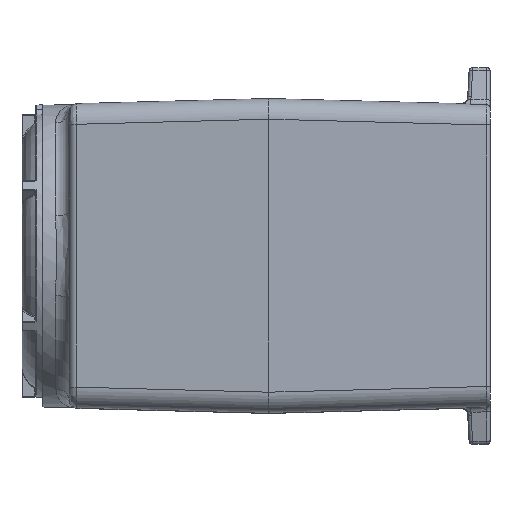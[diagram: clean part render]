
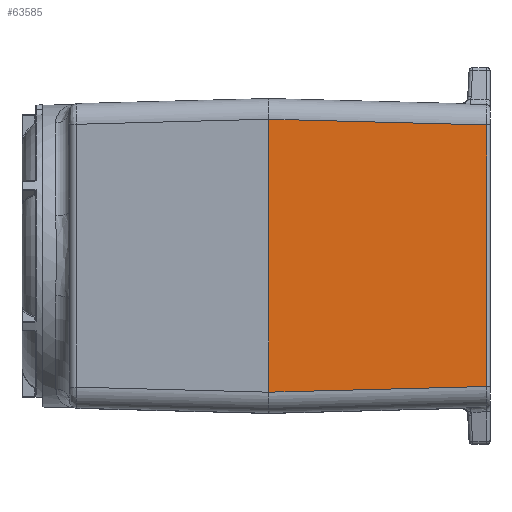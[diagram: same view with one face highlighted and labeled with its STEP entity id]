
A CAD part, top view. The second image highlights one B-rep face of the part: STEP entity #63585.
In plain terms, the highlighted face is planar.
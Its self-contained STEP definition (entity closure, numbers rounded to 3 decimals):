
#9623=LINE('',#113676,#15949);
#9627=LINE('',#113784,#15953);
#9629=LINE('',#113797,#15955);
#9630=LINE('',#113798,#15956);
#15949=VECTOR('',#78704,0.394);
#15953=VECTOR('',#78738,0.394);
#15955=VECTOR('',#78744,0.394);
#15956=VECTOR('',#78745,0.394);
#18169=PLANE('',#66657);
#21919=FACE_OUTER_BOUND('',#25703,.T.);
#25703=EDGE_LOOP('',(#59066,#59067,#59068,#59069));
#32325=VERTEX_POINT('',#113670);
#32326=VERTEX_POINT('',#113674);
#32335=VERTEX_POINT('',#113783);
#32338=VERTEX_POINT('',#113796);
#41261=EDGE_CURVE('',#32325,#32326,#9623,.T.);
#41276=EDGE_CURVE('',#32326,#32335,#9627,.T.);
#41280=EDGE_CURVE('',#32338,#32325,#9629,.T.);
#41281=EDGE_CURVE('',#32338,#32335,#9630,.T.);
#59066=ORIENTED_EDGE('',*,*,#41261,.F.);
#59067=ORIENTED_EDGE('',*,*,#41280,.F.);
#59068=ORIENTED_EDGE('',*,*,#41281,.T.);
#59069=ORIENTED_EDGE('',*,*,#41276,.F.);
#63585=ADVANCED_FACE('',(#21919),#18169,.T.);
#66657=AXIS2_PLACEMENT_3D('',#113795,#78742,#78743);
#78704=DIRECTION('',(0.,-1.,0.));
#78738=DIRECTION('',(0.026,-0.026,0.999));
#78742=DIRECTION('center_axis',(1.,0.,-0.026));
#78743=DIRECTION('ref_axis',(0.,-1.,0.));
#78744=DIRECTION('',(-0.026,-0.026,-0.999));
#78745=DIRECTION('',(0.,-1.,0.));
#113670=CARTESIAN_POINT('',(5.983,4.733,-15.097));
#113674=CARTESIAN_POINT('',(5.983,-4.733,-15.097));
#113676=CARTESIAN_POINT('',(5.983,-2.75,-15.097));
#113783=CARTESIAN_POINT('',(6.189,-4.939,-7.219));
#113784=CARTESIAN_POINT('',(6.374,-5.124,-0.147));
#113795=CARTESIAN_POINT('Origin',(6.378,-5.5,0.));
#113796=CARTESIAN_POINT('',(6.189,4.939,-7.219));
#113797=CARTESIAN_POINT('',(6.375,5.125,-0.134));
#113798=CARTESIAN_POINT('',(6.189,-2.75,-7.219));
